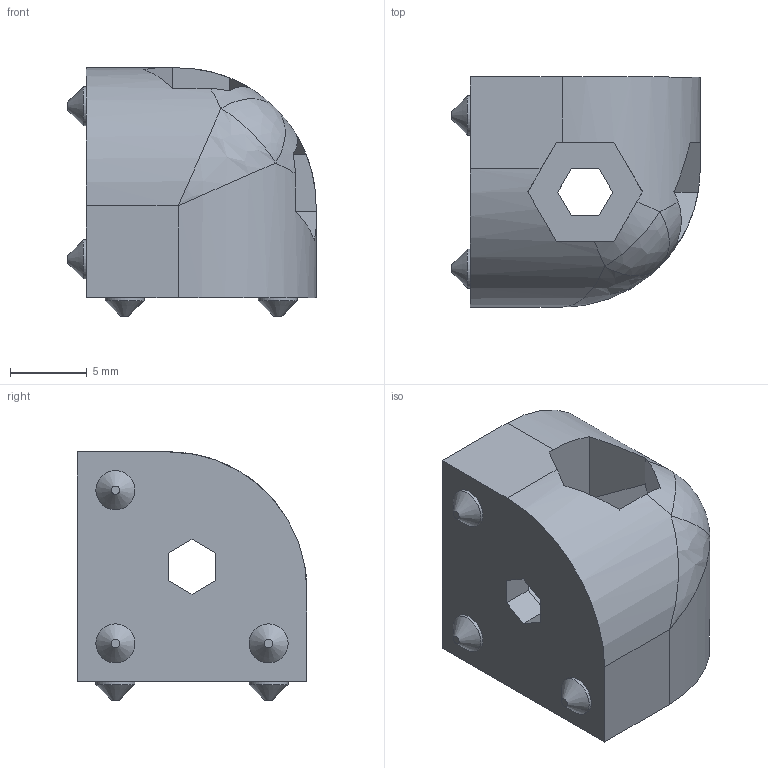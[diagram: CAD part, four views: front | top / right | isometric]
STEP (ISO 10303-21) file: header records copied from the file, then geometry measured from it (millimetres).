
FILE_DESCRIPTION(('FreeCAD Model'),'2;1');
FILE_NAME('Open CASCADE Shape Model','2021-12-26T19:23:13',('Author'),( ''),'Open CASCADE STEP processor 7.5','FreeCAD','Unknown');
FILE_SCHEMA(('AUTOMOTIVE_DESIGN { 1 0 10303 214 1 1 1 1 }'));
Length unit declared in the file: millimetre
Products named in the file (1): 2-block
Bounding box: 16.2 x 15 x 16.2 mm (x, y, z)
Volume: 2033.2 mm3; surface area: 1501.4 mm2
Topology: 1 solids, 1 shells, 71 faces, 167 edges, 100 vertices
Faces by surface type: plane 52, cylinder 9, cone 6, bspline 4
Full cylindrical faces by diameter (mm): 2.55 x6
Entity records: 4673 total; most frequent: CARTESIAN_POINT 1449, DIRECTION 545, LINE 331, VECTOR 331, ORIENTED_EDGE 330, PCURVE 330, DEFINITIONAL_REPRESENTATION 330, EDGE_CURVE 165
